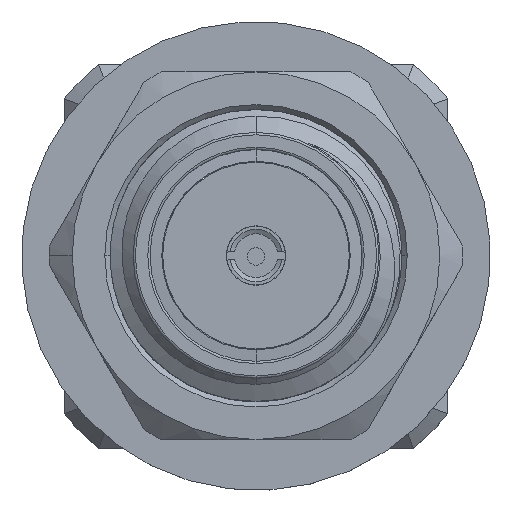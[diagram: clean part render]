
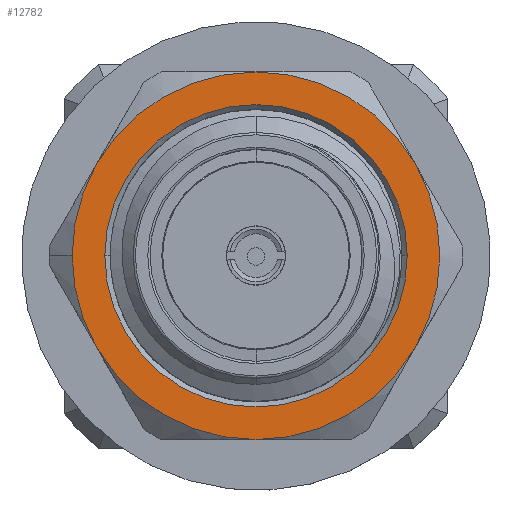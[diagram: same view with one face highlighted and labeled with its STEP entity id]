
A CAD part, top view. The second image highlights one B-rep face of the part: STEP entity #12782.
In plain terms, the highlighted planar face has unit normal (0, 0, 1).
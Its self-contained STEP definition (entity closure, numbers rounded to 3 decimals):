
#170 = DIRECTION ( 'NONE',  ( 0., 0., 1. ) ) ;
#446 = ORIENTED_EDGE ( 'NONE', *, *, #6373, .F. ) ;
#464 = CARTESIAN_POINT ( 'NONE',  ( 0., 0., 12.784 ) ) ;
#519 = EDGE_CURVE ( 'NONE', #3843, #8470, #16226, .T. ) ;
#547 = CARTESIAN_POINT ( 'NONE',  ( 0., 0., 12.784 ) ) ;
#744 = DIRECTION ( 'NONE',  ( 0., 0., -1. ) ) ;
#877 = ORIENTED_EDGE ( 'NONE', *, *, #13076, .T. ) ;
#1049 = CARTESIAN_POINT ( 'NONE',  ( 3.29, 0., 12.784 ) ) ;
#1172 = FACE_BOUND ( 'NONE', #12245, .T. ) ;
#1555 = EDGE_LOOP ( 'NONE', ( #14497, #446, #15477, #13066, #9166, #2412, #1584 ) ) ;
#1584 = ORIENTED_EDGE ( 'NONE', *, *, #13936, .F. ) ;
#1814 = DIRECTION ( 'NONE',  ( -1., 0., 0. ) ) ;
#1815 = DIRECTION ( 'NONE',  ( -1., 0., 0. ) ) ;
#1932 = ORIENTED_EDGE ( 'NONE', *, *, #15514, .T. ) ;
#2325 = DIRECTION ( 'NONE',  ( 0., 0., -1. ) ) ;
#2400 = VERTEX_POINT ( 'NONE', #4494 ) ;
#2412 = ORIENTED_EDGE ( 'NONE', *, *, #13032, .F. ) ;
#2413 = AXIS2_PLACEMENT_3D ( 'NONE', #15378, #2325, #3694 ) ;
#2563 = CIRCLE ( 'NONE', #16679, 3.29 ) ;
#3073 = EDGE_CURVE ( 'NONE', #8516, #8720, #8209, .T. ) ;
#3169 = DIRECTION ( 'NONE',  ( -1., 0., 0. ) ) ;
#3455 = CARTESIAN_POINT ( 'NONE',  ( 0., 0., 12.784 ) ) ;
#3694 = DIRECTION ( 'NONE',  ( -1., 0., 0. ) ) ;
#3843 = VERTEX_POINT ( 'NONE', #7223 ) ;
#3907 = CIRCLE ( 'NONE', #5854, 4. ) ;
#4494 = CARTESIAN_POINT ( 'NONE',  ( 0., -4., 12.784 ) ) ;
#4554 = DIRECTION ( 'NONE',  ( 0., 0., -1. ) ) ;
#4581 = DIRECTION ( 'NONE',  ( -1., 0., 0. ) ) ;
#5026 = AXIS2_PLACEMENT_3D ( 'NONE', #547, #9798, #1814 ) ;
#5055 = VERTEX_POINT ( 'NONE', #6204 ) ;
#5187 = CARTESIAN_POINT ( 'NONE',  ( 0., 0., 12.784 ) ) ;
#5691 = CARTESIAN_POINT ( 'NONE',  ( 0., 0., 12.784 ) ) ;
#5710 = DIRECTION ( 'NONE',  ( 0., 0., -1. ) ) ;
#5793 = CARTESIAN_POINT ( 'NONE',  ( 0., 0., 12.784 ) ) ;
#5846 = AXIS2_PLACEMENT_3D ( 'NONE', #5187, #170, #15580 ) ;
#5854 = AXIS2_PLACEMENT_3D ( 'NONE', #9876, #4554, #3169 ) ;
#5930 = DIRECTION ( 'NONE',  ( 0., 0., -1. ) ) ;
#5931 = AXIS2_PLACEMENT_3D ( 'NONE', #5691, #10904, #11919 ) ;
#5982 = CIRCLE ( 'NONE', #9269, 3.29 ) ;
#6204 = CARTESIAN_POINT ( 'NONE',  ( -3.464, -2., 12.784 ) ) ;
#6295 = DIRECTION ( 'NONE',  ( 0., 0., -1. ) ) ;
#6365 = VERTEX_POINT ( 'NONE', #14977 ) ;
#6373 = EDGE_CURVE ( 'NONE', #8720, #6837, #6724, .T. ) ;
#6403 = FACE_OUTER_BOUND ( 'NONE', #1555, .T. ) ;
#6546 = CARTESIAN_POINT ( 'NONE',  ( 0., 0., 12.784 ) ) ;
#6724 = CIRCLE ( 'NONE', #14072, 4. ) ;
#6837 = VERTEX_POINT ( 'NONE', #10603 ) ;
#7223 = CARTESIAN_POINT ( 'NONE',  ( -4., 0., 12.784 ) ) ;
#7589 = DIRECTION ( 'NONE',  ( -1., 0., 0. ) ) ;
#8156 = DIRECTION ( 'NONE',  ( 0., 0., -1. ) ) ;
#8191 = CARTESIAN_POINT ( 'NONE',  ( -3.464, 2., 12.784 ) ) ;
#8201 = DIRECTION ( 'NONE',  ( 1., 0., 0. ) ) ;
#8209 = CIRCLE ( 'NONE', #14720, 4. ) ;
#8425 = DIRECTION ( 'NONE',  ( 1., 0., 0. ) ) ;
#8470 = VERTEX_POINT ( 'NONE', #8191 ) ;
#8516 = VERTEX_POINT ( 'NONE', #14823 ) ;
#8720 = VERTEX_POINT ( 'NONE', #14945 ) ;
#9166 = ORIENTED_EDGE ( 'NONE', *, *, #519, .F. ) ;
#9269 = AXIS2_PLACEMENT_3D ( 'NONE', #5793, #5710, #8201 ) ;
#9798 = DIRECTION ( 'NONE',  ( 0., 0., -1. ) ) ;
#9876 = CARTESIAN_POINT ( 'NONE',  ( 0., 0., 12.784 ) ) ;
#10246 = CIRCLE ( 'NONE', #5026, 4. ) ;
#10603 = CARTESIAN_POINT ( 'NONE',  ( 3.464, -2., 12.784 ) ) ;
#10904 = DIRECTION ( 'NONE',  ( 0., 0., -1. ) ) ;
#11522 = PLANE ( 'NONE',  #5846 ) ;
#11919 = DIRECTION ( 'NONE',  ( -1., 0., 0. ) ) ;
#12245 = EDGE_LOOP ( 'NONE', ( #1932, #877 ) ) ;
#12636 = AXIS2_PLACEMENT_3D ( 'NONE', #6546, #6295, #7589 ) ;
#12782 = ADVANCED_FACE ( 'NONE', ( #1172, #6403 ), #11522, .T. ) ;
#13032 = EDGE_CURVE ( 'NONE', #5055, #3843, #13460, .T. ) ;
#13066 = ORIENTED_EDGE ( 'NONE', *, *, #13126, .F. ) ;
#13074 = EDGE_CURVE ( 'NONE', #6837, #2400, #3907, .T. ) ;
#13076 = EDGE_CURVE ( 'NONE', #6365, #14230, #2563, .T. ) ;
#13126 = EDGE_CURVE ( 'NONE', #8470, #8516, #10246, .T. ) ;
#13460 = CIRCLE ( 'NONE', #12636, 4. ) ;
#13936 = EDGE_CURVE ( 'NONE', #2400, #5055, #16536, .T. ) ;
#14072 = AXIS2_PLACEMENT_3D ( 'NONE', #3455, #744, #4581 ) ;
#14230 = VERTEX_POINT ( 'NONE', #1049 ) ;
#14497 = ORIENTED_EDGE ( 'NONE', *, *, #13074, .F. ) ;
#14720 = AXIS2_PLACEMENT_3D ( 'NONE', #464, #8156, #1815 ) ;
#14823 = CARTESIAN_POINT ( 'NONE',  ( 0., 4., 12.784 ) ) ;
#14945 = CARTESIAN_POINT ( 'NONE',  ( 3.464, 2., 12.784 ) ) ;
#14977 = CARTESIAN_POINT ( 'NONE',  ( -3.29, 0., 12.784 ) ) ;
#15378 = CARTESIAN_POINT ( 'NONE',  ( 0., 0., 12.784 ) ) ;
#15477 = ORIENTED_EDGE ( 'NONE', *, *, #3073, .F. ) ;
#15514 = EDGE_CURVE ( 'NONE', #14230, #6365, #5982, .T. ) ;
#15580 = DIRECTION ( 'NONE',  ( 1., 0., 0. ) ) ;
#15727 = CARTESIAN_POINT ( 'NONE',  ( 0., 0., 12.784 ) ) ;
#16226 = CIRCLE ( 'NONE', #5931, 4. ) ;
#16536 = CIRCLE ( 'NONE', #2413, 4. ) ;
#16679 = AXIS2_PLACEMENT_3D ( 'NONE', #15727, #5930, #8425 ) ;
